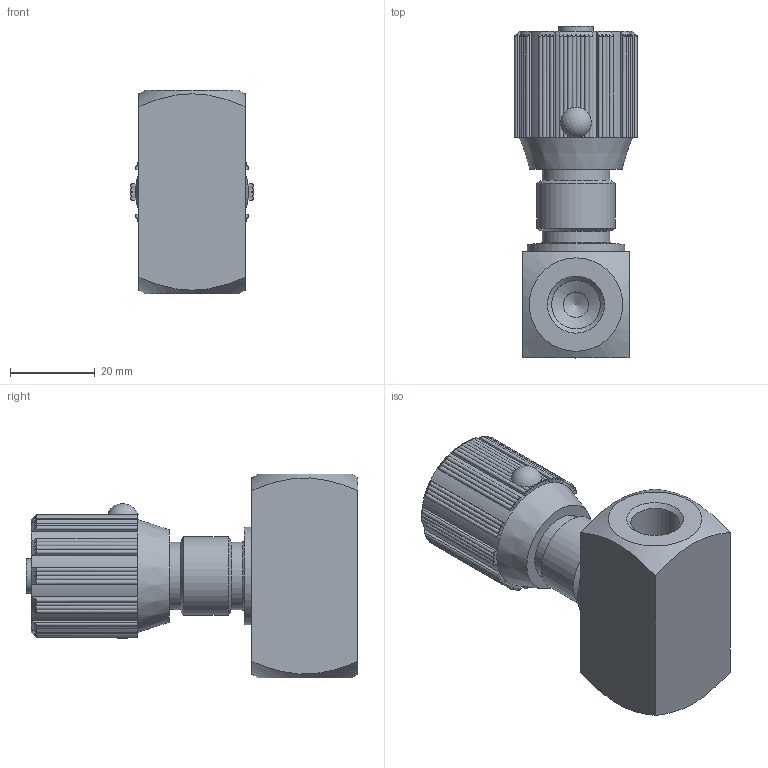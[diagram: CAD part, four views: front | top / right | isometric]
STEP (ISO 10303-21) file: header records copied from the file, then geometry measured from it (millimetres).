
FILE_DESCRIPTION(/* description */ (''),/* implementation_level */ '2;1');
FILE_NAME(/* name */ 'RDV1_4.stp',/* time_stamp */ '2018-01-18T08:01:49+01:00',/* author */ ('tb'),/* organization */ (''),/* preprocessor_version */ 'ST-DEVELOPER v17',/* originating_system */ 'Autodesk Inventor 2018',/* authorisation */ '');
FILE_SCHEMA (('AUTOMOTIVE_DESIGN { 1 0 10303 214 3 1 1 }'));
Length unit declared in the file: millimetre
Products named in the file (1): RDV1_4
Bounding box: 28.98 x 78.15 x 48 mm (x, y, z)
Volume: 45820.1 mm3; surface area: 18680.8 mm2
Topology: 1 solids, 4 shells, 346 faces, 902 edges, 577 vertices
Faces by surface type: plane 165, cylinder 129, cone 47, torus 4, sphere 1
Full cylindrical faces by diameter (mm): 3 x2, 4 x3, 4.134 x1, 6 x1, 8.25 x1, 8.8 x2, 11.445 x2, 12.535 x2, 13.5 x1, 14.6 x1, 16 x3, 18.6 x1, 22.8 x1, 23 x2, 24 x1
Entity records: 12631 total; most frequent: CARTESIAN_POINT 3900, ORIENTED_EDGE 1802, DIRECTION 1746, EDGE_CURVE 901, AXIS2_PLACEMENT_3D 680, VERTEX_POINT 577, LINE 386, VECTOR 386
